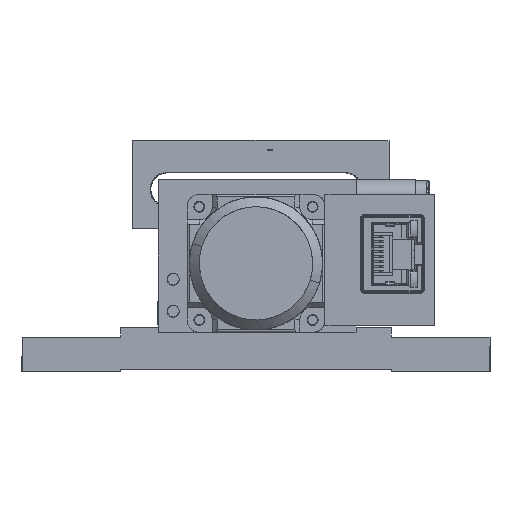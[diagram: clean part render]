
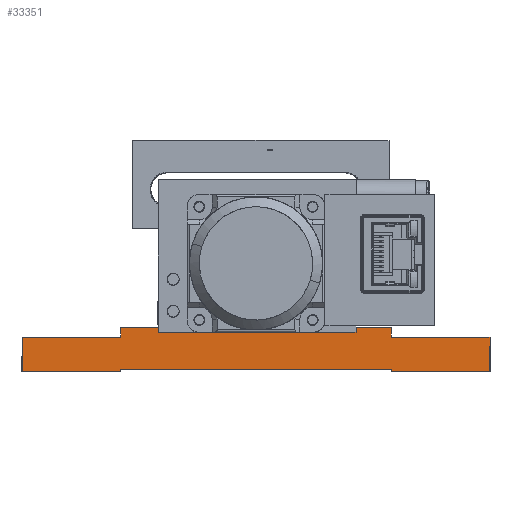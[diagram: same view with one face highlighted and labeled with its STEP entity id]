
A CAD part, left-side view. The second image highlights one B-rep face of the part: STEP entity #33351.
In plain terms, the highlighted planar face has unit normal (-1, 0, 0).
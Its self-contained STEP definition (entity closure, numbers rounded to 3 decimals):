
#1258=B_SPLINE_CURVE_WITH_KNOTS('',1,(#87371,#87372),.UNSPECIFIED.,.F.,
 .F.,(2,2),(0.,0.5),.UNSPECIFIED.);
#1259=B_SPLINE_CURVE_WITH_KNOTS('',1,(#87373,#87374),.UNSPECIFIED.,.F.,
 .F.,(2,2),(0.,20.),.UNSPECIFIED.);
#1260=B_SPLINE_CURVE_WITH_KNOTS('',1,(#87375,#87376),.UNSPECIFIED.,.F.,
 .F.,(2,2),(-7.,0.),.UNSPECIFIED.);
#1261=B_SPLINE_CURVE_WITH_KNOTS('',1,(#87377,#87378),.UNSPECIFIED.,.F.,
 .F.,(2,2),(0.,20.),.UNSPECIFIED.);
#1262=B_SPLINE_CURVE_WITH_KNOTS('',1,(#87379,#87380),.UNSPECIFIED.,.F.,
 .F.,(2,2),(0.,2.),.UNSPECIFIED.);
#1263=B_SPLINE_CURVE_WITH_KNOTS('',1,(#87381,#87382),.UNSPECIFIED.,.F.,
 .F.,(2,2),(0.,55.),.UNSPECIFIED.);
#1264=B_SPLINE_CURVE_WITH_KNOTS('',1,(#87383,#87384),.UNSPECIFIED.,.F.,
 .F.,(2,2),(-2.,0.),.UNSPECIFIED.);
#1265=B_SPLINE_CURVE_WITH_KNOTS('',1,(#87385,#87386),.UNSPECIFIED.,.F.,
 .F.,(2,2),(0.,20.),.UNSPECIFIED.);
#1266=B_SPLINE_CURVE_WITH_KNOTS('',1,(#87387,#87388),.UNSPECIFIED.,.F.,
 .F.,(2,2),(0.,7.),.UNSPECIFIED.);
#1267=B_SPLINE_CURVE_WITH_KNOTS('',1,(#87389,#87390),.UNSPECIFIED.,.F.,
 .F.,(2,2),(0.,20.),.UNSPECIFIED.);
#1268=B_SPLINE_CURVE_WITH_KNOTS('',1,(#87391,#87392),.UNSPECIFIED.,.F.,
 .F.,(2,2),(0.,0.5),.UNSPECIFIED.);
#1269=B_SPLINE_CURVE_WITH_KNOTS('',1,(#87393,#87394),.UNSPECIFIED.,.F.,
 .F.,(2,2),(0.,55.),.UNSPECIFIED.);
#33351=ADVANCED_FACE('',(#36116),#81526,.T.);
#36116=FACE_OUTER_BOUND('',#38620,.T.);
#38620=EDGE_LOOP('',(#41589,#41590,#41591,#41592,#41593,#41594,#41595,#41596,
#41597,#41598,#41599,#41600));
#41589=ORIENTED_EDGE('',*,*,#54524,.T.);
#41590=ORIENTED_EDGE('',*,*,#54525,.T.);
#41591=ORIENTED_EDGE('',*,*,#54526,.T.);
#41592=ORIENTED_EDGE('',*,*,#54527,.T.);
#41593=ORIENTED_EDGE('',*,*,#54528,.T.);
#41594=ORIENTED_EDGE('',*,*,#54529,.T.);
#41595=ORIENTED_EDGE('',*,*,#54530,.T.);
#41596=ORIENTED_EDGE('',*,*,#54531,.T.);
#41597=ORIENTED_EDGE('',*,*,#54532,.T.);
#41598=ORIENTED_EDGE('',*,*,#54533,.T.);
#41599=ORIENTED_EDGE('',*,*,#54534,.T.);
#41600=ORIENTED_EDGE('',*,*,#54535,.T.);
#54524=EDGE_CURVE('',#70127,#70128,#1258,.T.);
#54525=EDGE_CURVE('',#70128,#70129,#1259,.T.);
#54526=EDGE_CURVE('',#70129,#70130,#1260,.T.);
#54527=EDGE_CURVE('',#70130,#70131,#1261,.T.);
#54528=EDGE_CURVE('',#70131,#70132,#1262,.T.);
#54529=EDGE_CURVE('',#70132,#70133,#1263,.T.);
#54530=EDGE_CURVE('',#70133,#70134,#1264,.T.);
#54531=EDGE_CURVE('',#70134,#70135,#1265,.T.);
#54532=EDGE_CURVE('',#70135,#70136,#1266,.T.);
#54533=EDGE_CURVE('',#70136,#70137,#1267,.T.);
#54534=EDGE_CURVE('',#70137,#70138,#1268,.T.);
#54535=EDGE_CURVE('',#70138,#70127,#1269,.T.);
#70127=VERTEX_POINT('',#87359);
#70128=VERTEX_POINT('',#87360);
#70129=VERTEX_POINT('',#87361);
#70130=VERTEX_POINT('',#87362);
#70131=VERTEX_POINT('',#87363);
#70132=VERTEX_POINT('',#87364);
#70133=VERTEX_POINT('',#87365);
#70134=VERTEX_POINT('',#87366);
#70135=VERTEX_POINT('',#87367);
#70136=VERTEX_POINT('',#87368);
#70137=VERTEX_POINT('',#87369);
#70138=VERTEX_POINT('',#87370);
#81526=PLANE('',#83074);
#83074=AXIS2_PLACEMENT_3D('',#87358,#84589,$);
#84589=DIRECTION('',(-1.,0.,0.));
#87358=CARTESIAN_POINT('',(-21.99,-24.066,44.138));
#87359=CARTESIAN_POINT('',(-21.99,-22.63,14.602));
#87360=CARTESIAN_POINT('',(-21.99,-23.13,14.602));
#87361=CARTESIAN_POINT('',(-21.99,-23.13,34.602));
#87362=CARTESIAN_POINT('',(-21.99,-16.13,34.602));
#87363=CARTESIAN_POINT('',(-21.99,-16.13,14.602));
#87364=CARTESIAN_POINT('',(-21.99,-14.13,14.602));
#87365=CARTESIAN_POINT('',(-21.99,-14.13,-40.398));
#87366=CARTESIAN_POINT('',(-21.99,-16.13,-40.398));
#87367=CARTESIAN_POINT('',(-21.99,-16.13,-60.398));
#87368=CARTESIAN_POINT('',(-21.99,-23.13,-60.398));
#87369=CARTESIAN_POINT('',(-21.99,-23.13,-40.398));
#87370=CARTESIAN_POINT('',(-21.99,-22.63,-40.398));
#87371=CARTESIAN_POINT('',(-21.99,-22.63,14.602));
#87372=CARTESIAN_POINT('',(-21.99,-23.13,14.602));
#87373=CARTESIAN_POINT('',(-21.99,-23.13,14.602));
#87374=CARTESIAN_POINT('',(-21.99,-23.13,34.602));
#87375=CARTESIAN_POINT('',(-21.99,-23.13,34.602));
#87376=CARTESIAN_POINT('',(-21.99,-16.13,34.602));
#87377=CARTESIAN_POINT('',(-21.99,-16.13,34.602));
#87378=CARTESIAN_POINT('',(-21.99,-16.13,14.602));
#87379=CARTESIAN_POINT('',(-21.99,-16.13,14.602));
#87380=CARTESIAN_POINT('',(-21.99,-14.13,14.602));
#87381=CARTESIAN_POINT('',(-21.99,-14.13,14.602));
#87382=CARTESIAN_POINT('',(-21.99,-14.13,-40.398));
#87383=CARTESIAN_POINT('',(-21.99,-14.13,-40.398));
#87384=CARTESIAN_POINT('',(-21.99,-16.13,-40.398));
#87385=CARTESIAN_POINT('',(-21.99,-16.13,-40.398));
#87386=CARTESIAN_POINT('',(-21.99,-16.13,-60.398));
#87387=CARTESIAN_POINT('',(-21.99,-16.13,-60.398));
#87388=CARTESIAN_POINT('',(-21.99,-23.13,-60.398));
#87389=CARTESIAN_POINT('',(-21.99,-23.13,-60.398));
#87390=CARTESIAN_POINT('',(-21.99,-23.13,-40.398));
#87391=CARTESIAN_POINT('',(-21.99,-23.13,-40.398));
#87392=CARTESIAN_POINT('',(-21.99,-22.63,-40.398));
#87393=CARTESIAN_POINT('',(-21.99,-22.63,-40.398));
#87394=CARTESIAN_POINT('',(-21.99,-22.63,14.602));
